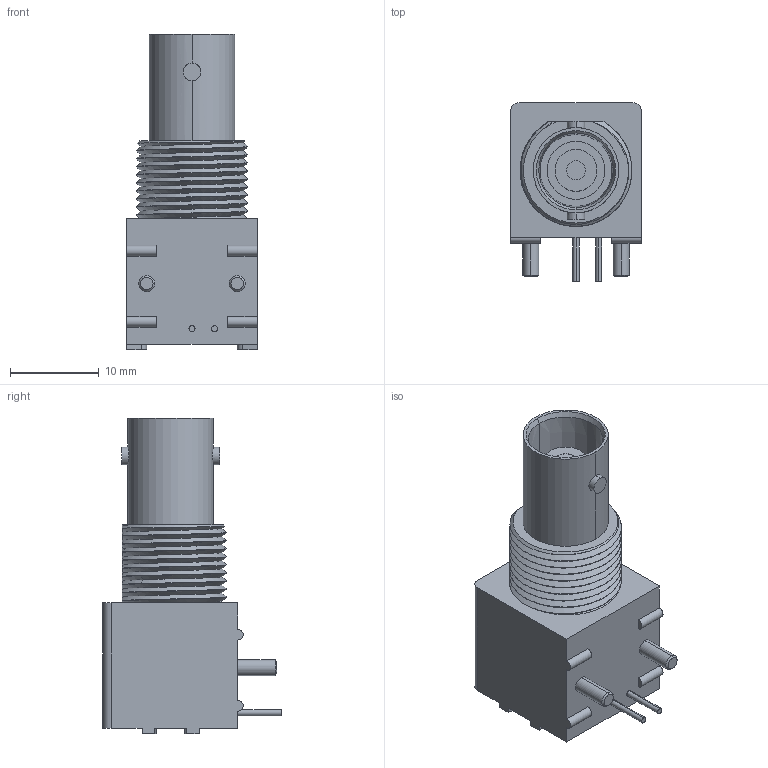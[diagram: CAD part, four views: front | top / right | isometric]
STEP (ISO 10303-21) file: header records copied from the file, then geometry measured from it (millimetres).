
FILE_DESCRIPTION(('STEP AP242'),'1');
FILE_NAME('1-1337543-0.stp','2022-08-11T20:17:32',('TraceParts'),('TraceParts S.A.'),'Spatial InterOp 3D',' ',' ');
FILE_SCHEMA(('AP242_MANAGED_MODEL_BASED_3D_ENGINEERING_MIM_LF {1 0 10303 442 1 1 4}'));
Length unit declared in the file: millimetre
Products named in the file (1): 1-1337543-0
Bounding box: 14.7 x 20.1 x 35.5 mm (x, y, z)
Volume: 4685.4 mm3; surface area: 2528.5 mm2
Topology: 1 solids, 1 shells, 124 faces, 324 edges, 212 vertices
Faces by surface type: cylinder 53, plane 35, bspline 26, cone 10
Entity records: 6825 total; most frequent: CARTESIAN_POINT 3976, ORIENTED_EDGE 648, DIRECTION 491, EDGE_CURVE 324, VERTEX_POINT 212, AXIS2_PLACEMENT_3D 176, LINE 139, VECTOR 139
